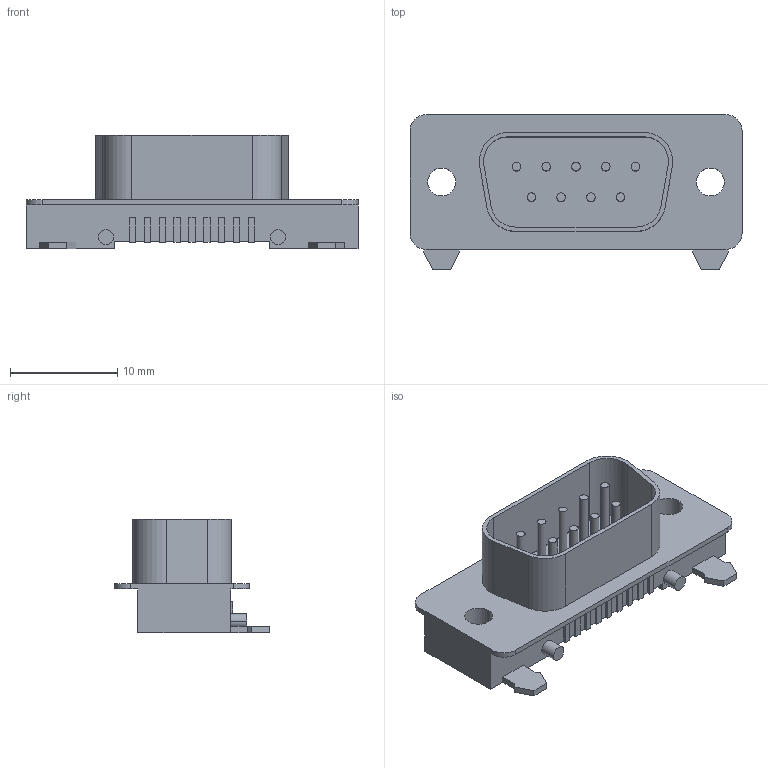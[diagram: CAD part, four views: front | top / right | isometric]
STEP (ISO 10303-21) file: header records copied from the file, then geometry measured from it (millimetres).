
FILE_DESCRIPTION((''),'2;1');
FILE_NAME('5270-09-1-X-XX','2014-09-11T',('uwe.kadritzke'),(''),'PRO/ENGINEER BY PARAMETRIC TECHNOLOGY CORPORATION, 2005110','PRO/ENGINEER BY PARAMETRIC TECHNOLOGY CORPORATION, 2005110','');
FILE_SCHEMA(('CONFIG_CONTROL_DESIGN'));
Length unit declared in the file: millimetre
Products named in the file (1): 5270-09-1-X-XX
Bounding box: 30.9 x 14.4 x 10.6 mm (x, y, z)
Volume: 1243.2 mm3; surface area: 1974 mm2
Topology: 1 solids, 1 shells, 143 faces, 410 edges, 280 vertices
Faces by surface type: plane 105, cylinder 38
Entity records: 4754 total; most frequent: CARTESIAN_POINT 833, ORIENTED_EDGE 820, DIRECTION 796, EDGE_CURVE 410, VECTOR 310, LINE 310, VERTEX_POINT 280, AXIS2_PLACEMENT_3D 243
